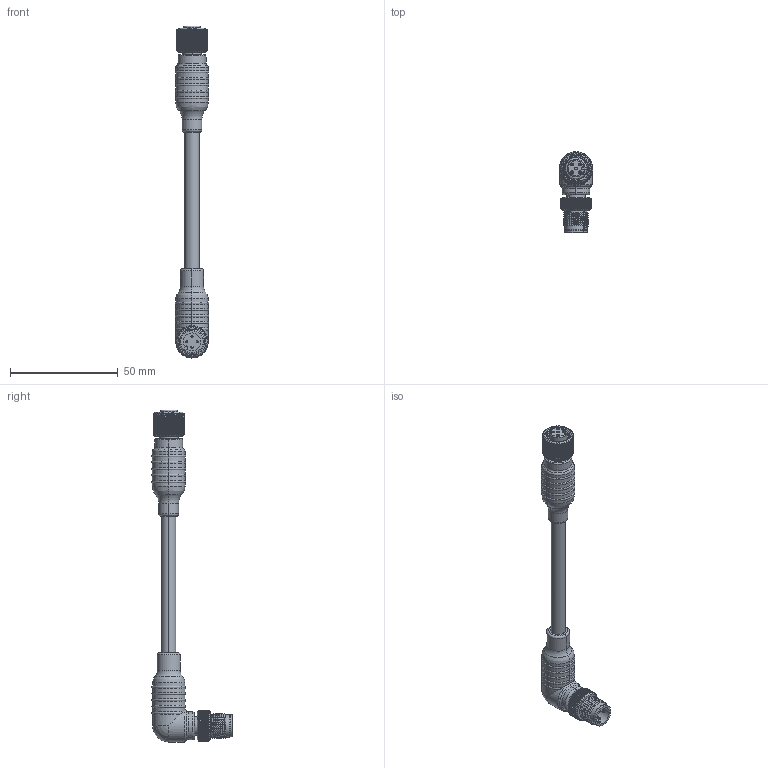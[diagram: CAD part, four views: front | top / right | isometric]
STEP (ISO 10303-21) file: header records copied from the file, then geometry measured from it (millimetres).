
FILE_DESCRIPTION((''),'2;1');
FILE_NAME('254701_SM01_ASM','2026-01-30T16:00:06',('banengservice'),('BANNER ENGINEERING'),'CREO PARAMETRIC BY PTC INC, 2022414','CREO PARAMETRIC BY PTC INC, 2022414','');
FILE_SCHEMA(('CONFIG_CONTROL_DESIGN'));
Length unit declared in the file: millimetre
Products named in the file (2): 254701_EP01; 254701_SM01_ASM
Assembly tree (1 placements, depth 2):
  254701_SM01_ASM
    254701_EP01
Bounding box: 15.77 x 37.43 x 154.35 mm (x, y, z)
Volume: 17069.9 mm3; surface area: 9782.2 mm2
Topology: 1 solids, 1 shells, 843 faces, 2351 edges, 1526 vertices
Faces by surface type: cylinder 500, plane 220, torus 51, cone 44, bspline 19, sphere 9
Entity records: 38830 total; most frequent: CARTESIAN_POINT 18424, ORIENTED_EDGE 4666, DIRECTION 3782, EDGE_CURVE 2333, VERTEX_POINT 1526, AXIS2_PLACEMENT_3D 1519, B_SPLINE_CURVE_WITH_KNOTS 897, EDGE_LOOP 879
